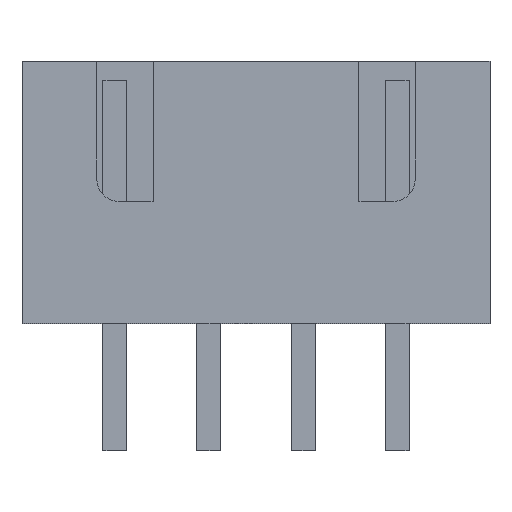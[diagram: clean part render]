
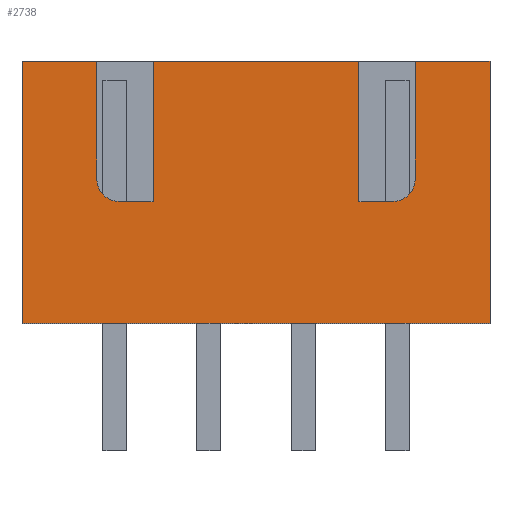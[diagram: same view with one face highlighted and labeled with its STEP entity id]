
A CAD part, top view. The second image highlights one B-rep face of the part: STEP entity #2738.
In plain terms, the highlighted planar face has unit normal (0, 0, 1).
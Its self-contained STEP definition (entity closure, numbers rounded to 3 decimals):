
#49 = PLANE ( 'NONE',  #940 ) ;
#55 = VERTEX_POINT ( 'NONE', #1762 ) ;
#56 = VERTEX_POINT ( 'NONE', #673 ) ;
#63 = CARTESIAN_POINT ( 'NONE',  ( 0.12, 3.85, 2.53 ) ) ;
#64 = CARTESIAN_POINT ( 'NONE',  ( 0., 3.25, 2.53 ) ) ;
#70 = DIRECTION ( 'NONE',  ( -1., 0., 0. ) ) ;
#75 = ORIENTED_EDGE ( 'NONE', *, *, #708, .F. ) ;
#95 = DIRECTION ( 'NONE',  ( 0., 0., -1. ) ) ;
#96 = CIRCLE ( 'NONE', #2440, 0.6 ) ;
#101 = LINE ( 'NONE', #1838, #2812 ) ;
#138 = VECTOR ( 'NONE', #1217, 1000. ) ;
#160 = EDGE_LOOP ( 'NONE', ( #2279, #266, #1172, #2543, #75, #2115, #2710, #2600, #676, #1472, #2411, #2415, #1210, #2292 ) ) ;
#182 = VERTEX_POINT ( 'NONE', #214 ) ;
#214 = CARTESIAN_POINT ( 'NONE',  ( 0.12, 3.25, 2.53 ) ) ;
#234 = CARTESIAN_POINT ( 'NONE',  ( 6.52, 7., 2.53 ) ) ;
#266 = ORIENTED_EDGE ( 'NONE', *, *, #1203, .F. ) ;
#297 = DIRECTION ( 'NONE',  ( 0., 0., -1. ) ) ;
#322 = VECTOR ( 'NONE', #899, 1000. ) ;
#347 = CIRCLE ( 'NONE', #2776, 0.6 ) ;
#350 = DIRECTION ( 'NONE',  ( 0., 0., 1. ) ) ;
#429 = CARTESIAN_POINT ( 'NONE',  ( -2.48, 1., 2.53 ) ) ;
#484 = CARTESIAN_POINT ( 'NONE',  ( 10.02, 1., 2.53 ) ) ;
#519 = DIRECTION ( 'NONE',  ( 0., 1., 0. ) ) ;
#536 = VERTEX_POINT ( 'NONE', #1749 ) ;
#565 = EDGE_CURVE ( 'NONE', #2029, #1969, #1623, .T. ) ;
#616 = CARTESIAN_POINT ( 'NONE',  ( 7.42, 3.85, 2.53 ) ) ;
#643 = CARTESIAN_POINT ( 'NONE',  ( 6.52, 3.25, 2.53 ) ) ;
#648 = CARTESIAN_POINT ( 'NONE',  ( 0., 3.25, 2.53 ) ) ;
#662 = VERTEX_POINT ( 'NONE', #2531 ) ;
#673 = CARTESIAN_POINT ( 'NONE',  ( 1.02, 7., 2.53 ) ) ;
#676 = ORIENTED_EDGE ( 'NONE', *, *, #565, .F. ) ;
#708 = EDGE_CURVE ( 'NONE', #2857, #1719, #1523, .T. ) ;
#716 = DIRECTION ( 'NONE',  ( 0., 1., 0. ) ) ;
#734 = VERTEX_POINT ( 'NONE', #234 ) ;
#742 = LINE ( 'NONE', #1230, #138 ) ;
#788 = LINE ( 'NONE', #2466, #322 ) ;
#814 = CARTESIAN_POINT ( 'NONE',  ( -0.48, 7., 2.53 ) ) ;
#899 = DIRECTION ( 'NONE',  ( 0., 1., 0. ) ) ;
#903 = VECTOR ( 'NONE', #70, 1000. ) ;
#940 = AXIS2_PLACEMENT_3D ( 'NONE', #1853, #95, #2110 ) ;
#1021 = CARTESIAN_POINT ( 'NONE',  ( 8.02, 3.85, 2.53 ) ) ;
#1079 = DIRECTION ( 'NONE',  ( 1., 0., 0. ) ) ;
#1133 = EDGE_CURVE ( 'NONE', #662, #182, #1489, .T. ) ;
#1149 = LINE ( 'NONE', #2243, #2290 ) ;
#1172 = ORIENTED_EDGE ( 'NONE', *, *, #1454, .T. ) ;
#1179 = EDGE_CURVE ( 'NONE', #2171, #1719, #2235, .T. ) ;
#1183 = DIRECTION ( 'NONE',  ( 1., 0., 0. ) ) ;
#1203 = EDGE_CURVE ( 'NONE', #2300, #1861, #1669, .T. ) ;
#1210 = ORIENTED_EDGE ( 'NONE', *, *, #1133, .T. ) ;
#1217 = DIRECTION ( 'NONE',  ( 1., 0., 0. ) ) ;
#1230 = CARTESIAN_POINT ( 'NONE',  ( -2.48, 7., 2.53 ) ) ;
#1242 = VERTEX_POINT ( 'NONE', #1021 ) ;
#1257 = EDGE_CURVE ( 'NONE', #55, #2857, #742, .T. ) ;
#1314 = CARTESIAN_POINT ( 'NONE',  ( -2.48, 7., 2.53 ) ) ;
#1353 = CARTESIAN_POINT ( 'NONE',  ( -2.48, 0., 2.53 ) ) ;
#1401 = DIRECTION ( 'NONE',  ( 1., 0., 0. ) ) ;
#1408 = CARTESIAN_POINT ( 'NONE',  ( 10.02, 0., 2.53 ) ) ;
#1454 = EDGE_CURVE ( 'NONE', #2300, #2171, #2233, .T. ) ;
#1472 = ORIENTED_EDGE ( 'NONE', *, *, #2416, .T. ) ;
#1477 = CARTESIAN_POINT ( 'NONE',  ( -2.48, 7., 2.53 ) ) ;
#1489 = LINE ( 'NONE', #64, #903 ) ;
#1515 = EDGE_CURVE ( 'NONE', #536, #1861, #1618, .T. ) ;
#1523 = LINE ( 'NONE', #484, #2894 ) ;
#1563 = CARTESIAN_POINT ( 'NONE',  ( -0.48, 0., 2.53 ) ) ;
#1618 = LINE ( 'NONE', #1563, #2614 ) ;
#1623 = LINE ( 'NONE', #648, #1661 ) ;
#1661 = VECTOR ( 'NONE', #1079, 1000. ) ;
#1669 = LINE ( 'NONE', #1477, #2286 ) ;
#1679 = DIRECTION ( 'NONE',  ( 1., 0., 0. ) ) ;
#1719 = VERTEX_POINT ( 'NONE', #1408 ) ;
#1723 = VECTOR ( 'NONE', #2249, 1000. ) ;
#1749 = CARTESIAN_POINT ( 'NONE',  ( -0.48, 3.85, 2.53 ) ) ;
#1762 = CARTESIAN_POINT ( 'NONE',  ( 8.02, 7., 2.53 ) ) ;
#1838 = CARTESIAN_POINT ( 'NONE',  ( -2.48, 7., 2.53 ) ) ;
#1853 = CARTESIAN_POINT ( 'NONE',  ( 10.02, 1., 2.53 ) ) ;
#1861 = VERTEX_POINT ( 'NONE', #814 ) ;
#1969 = VERTEX_POINT ( 'NONE', #2189 ) ;
#2029 = VERTEX_POINT ( 'NONE', #643 ) ;
#2069 = VECTOR ( 'NONE', #2447, 1000. ) ;
#2082 = CARTESIAN_POINT ( 'NONE',  ( 10.02, 0., 2.53 ) ) ;
#2110 = DIRECTION ( 'NONE',  ( -1., 0., 0. ) ) ;
#2115 = ORIENTED_EDGE ( 'NONE', *, *, #1257, .F. ) ;
#2148 = EDGE_CURVE ( 'NONE', #1242, #55, #788, .T. ) ;
#2171 = VERTEX_POINT ( 'NONE', #1353 ) ;
#2189 = CARTESIAN_POINT ( 'NONE',  ( 7.42, 3.25, 2.53 ) ) ;
#2219 = CARTESIAN_POINT ( 'NONE',  ( 1.02, 0., 2.53 ) ) ;
#2233 = LINE ( 'NONE', #429, #1723 ) ;
#2235 = LINE ( 'NONE', #2082, #2406 ) ;
#2240 = FACE_OUTER_BOUND ( 'NONE', #160, .T. ) ;
#2243 = CARTESIAN_POINT ( 'NONE',  ( 6.52, 0., 2.53 ) ) ;
#2249 = DIRECTION ( 'NONE',  ( 0., -1., 0. ) ) ;
#2279 = ORIENTED_EDGE ( 'NONE', *, *, #1515, .T. ) ;
#2286 = VECTOR ( 'NONE', #1679, 1000. ) ;
#2290 = VECTOR ( 'NONE', #716, 1000. ) ;
#2292 = ORIENTED_EDGE ( 'NONE', *, *, #2542, .T. ) ;
#2300 = VERTEX_POINT ( 'NONE', #1314 ) ;
#2320 = DIRECTION ( 'NONE',  ( 1., 0., 0. ) ) ;
#2335 = EDGE_CURVE ( 'NONE', #662, #56, #2883, .T. ) ;
#2352 = CARTESIAN_POINT ( 'NONE',  ( 10.02, 7., 2.53 ) ) ;
#2406 = VECTOR ( 'NONE', #2320, 1000. ) ;
#2411 = ORIENTED_EDGE ( 'NONE', *, *, #2450, .F. ) ;
#2415 = ORIENTED_EDGE ( 'NONE', *, *, #2335, .F. ) ;
#2416 = EDGE_CURVE ( 'NONE', #2029, #734, #1149, .T. ) ;
#2440 = AXIS2_PLACEMENT_3D ( 'NONE', #616, #350, #2847 ) ;
#2447 = DIRECTION ( 'NONE',  ( 0., 1., 0. ) ) ;
#2450 = EDGE_CURVE ( 'NONE', #56, #734, #101, .T. ) ;
#2466 = CARTESIAN_POINT ( 'NONE',  ( 8.02, 0., 2.53 ) ) ;
#2531 = CARTESIAN_POINT ( 'NONE',  ( 1.02, 3.25, 2.53 ) ) ;
#2542 = EDGE_CURVE ( 'NONE', #182, #536, #347, .T. ) ;
#2543 = ORIENTED_EDGE ( 'NONE', *, *, #1179, .T. ) ;
#2600 = ORIENTED_EDGE ( 'NONE', *, *, #2841, .F. ) ;
#2614 = VECTOR ( 'NONE', #519, 1000. ) ;
#2710 = ORIENTED_EDGE ( 'NONE', *, *, #2148, .F. ) ;
#2718 = DIRECTION ( 'NONE',  ( 0., -1., 0. ) ) ;
#2738 = ADVANCED_FACE ( 'NONE', ( #2240 ), #49, .F. ) ;
#2776 = AXIS2_PLACEMENT_3D ( 'NONE', #63, #297, #1183 ) ;
#2812 = VECTOR ( 'NONE', #1401, 1000. ) ;
#2841 = EDGE_CURVE ( 'NONE', #1969, #1242, #96, .T. ) ;
#2847 = DIRECTION ( 'NONE',  ( 1., 0., 0. ) ) ;
#2857 = VERTEX_POINT ( 'NONE', #2352 ) ;
#2883 = LINE ( 'NONE', #2219, #2069 ) ;
#2894 = VECTOR ( 'NONE', #2718, 1000. ) ;
